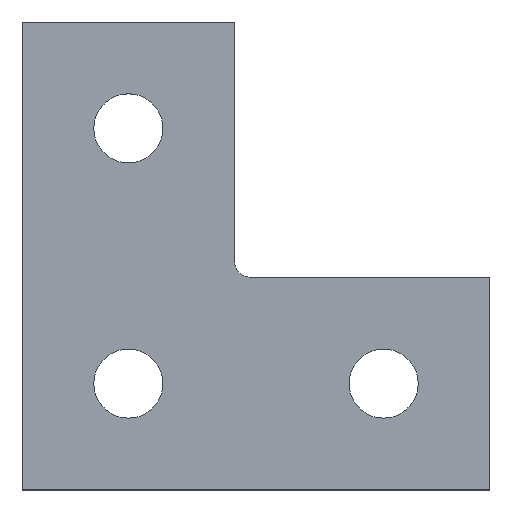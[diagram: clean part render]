
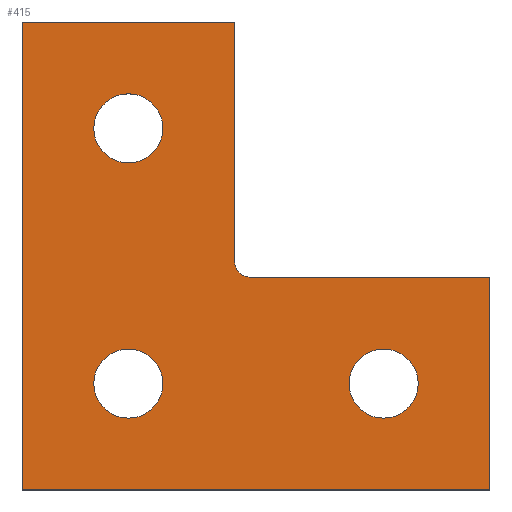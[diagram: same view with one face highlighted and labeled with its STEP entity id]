
A CAD part, top view. The second image highlights one B-rep face of the part: STEP entity #415.
In plain terms, the highlighted planar face has unit normal (0, 0, 1).
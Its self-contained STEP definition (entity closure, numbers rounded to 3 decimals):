
#2 = EDGE_CURVE ( 'NONE', #80, #76, #148, .T. ) ;
#7 = EDGE_CURVE ( 'NONE', #84, #85, #157, .T. ) ;
#9 = EDGE_CURVE ( 'NONE', #83, #84, #155, .T. ) ;
#23 = EDGE_CURVE ( 'NONE', #76, #78, #169, .T. ) ;
#29 = EDGE_CURVE ( 'NONE', #386, #386, #171, .T. ) ;
#30 = EDGE_CURVE ( 'NONE', #387, #387, #177, .T. ) ;
#31 = EDGE_CURVE ( 'NONE', #388, #388, #348, .T. ) ;
#32 = EDGE_CURVE ( 'NONE', #85, #80, #350, .T. ) ;
#37 = AXIS2_PLACEMENT_3D ( 'NONE', #225, #226, #227 ) ;
#38 = AXIS2_PLACEMENT_3D ( 'NONE', #229, #230, #231 ) ;
#39 = AXIS2_PLACEMENT_3D ( 'NONE', #233, #234, #235 ) ;
#40 = AXIS2_PLACEMENT_3D ( 'NONE', #237, #238, #239 ) ;
#49 = AXIS2_PLACEMENT_3D ( 'NONE', #288, #283, #290 ) ;
#76 = VERTEX_POINT ( 'NONE', #232 ) ;
#78 = VERTEX_POINT ( 'NONE', #224 ) ;
#80 = VERTEX_POINT ( 'NONE', #228 ) ;
#83 = VERTEX_POINT ( 'NONE', #243 ) ;
#84 = VERTEX_POINT ( 'NONE', #244 ) ;
#85 = VERTEX_POINT ( 'NONE', #245 ) ;
#86 = VERTEX_POINT ( 'NONE', #246 ) ;
#123 = ORIENTED_EDGE ( 'NONE', *, *, #29, .F. ) ;
#124 = ORIENTED_EDGE ( 'NONE', *, *, #30, .F. ) ;
#125 = ORIENTED_EDGE ( 'NONE', *, *, #31, .F. ) ;
#126 = ORIENTED_EDGE ( 'NONE', *, *, #7, .T. ) ;
#127 = ORIENTED_EDGE ( 'NONE', *, *, #32, .T. ) ;
#128 = ORIENTED_EDGE ( 'NONE', *, *, #2, .T. ) ;
#129 = ORIENTED_EDGE ( 'NONE', *, *, #23, .T. ) ;
#130 = ORIENTED_EDGE ( 'NONE', *, *, #333, .T. ) ;
#131 = ORIENTED_EDGE ( 'NONE', *, *, #332, .T. ) ;
#132 = ORIENTED_EDGE ( 'NONE', *, *, #9, .T. ) ;
#148 = LINE ( 'NONE', #184, #149 ) ;
#149 = VECTOR ( 'NONE', #183, 1000. ) ;
#155 = LINE ( 'NONE', #187, #164 ) ;
#157 = LINE ( 'NONE', #195, #160 ) ;
#160 = VECTOR ( 'NONE', #196, 1000. ) ;
#164 = VECTOR ( 'NONE', #200, 1000. ) ;
#169 = LINE ( 'NONE', #205, #174 ) ;
#171 = CIRCLE ( 'NONE', #37, 6.5 ) ;
#174 = VECTOR ( 'NONE', #208, 1000. ) ;
#177 = CIRCLE ( 'NONE', #38, 6.5 ) ;
#183 = DIRECTION ( 'NONE',  ( 0., 1., 0. ) ) ;
#184 = CARTESIAN_POINT ( 'NONE',  ( -4., 20., 0. ) ) ;
#187 = CARTESIAN_POINT ( 'NONE',  ( 44., -20., 0. ) ) ;
#195 = CARTESIAN_POINT ( 'NONE',  ( 44., 20., 0. ) ) ;
#196 = DIRECTION ( 'NONE',  ( -1., 0., 0. ) ) ;
#200 = DIRECTION ( 'NONE',  ( 0., 1., 0. ) ) ;
#205 = CARTESIAN_POINT ( 'NONE',  ( -44., 68., 0. ) ) ;
#208 = DIRECTION ( 'NONE',  ( -1., 0., 0. ) ) ;
#224 = CARTESIAN_POINT ( 'NONE',  ( -44., 68., 0. ) ) ;
#225 = CARTESIAN_POINT ( 'NONE',  ( 24., 0., 0. ) ) ;
#226 = DIRECTION ( 'NONE',  ( 0., 0., 1. ) ) ;
#227 = DIRECTION ( 'NONE',  ( 1., 0., 0. ) ) ;
#228 = CARTESIAN_POINT ( 'NONE',  ( -4., 23., 0. ) ) ;
#229 = CARTESIAN_POINT ( 'NONE',  ( -24., 48., 0. ) ) ;
#230 = DIRECTION ( 'NONE',  ( 0., 0., 1. ) ) ;
#231 = DIRECTION ( 'NONE',  ( 1., 0., 0. ) ) ;
#232 = CARTESIAN_POINT ( 'NONE',  ( -4., 68., 0. ) ) ;
#233 = CARTESIAN_POINT ( 'NONE',  ( -24., 0., 0. ) ) ;
#234 = DIRECTION ( 'NONE',  ( 0., 0., 1. ) ) ;
#235 = DIRECTION ( 'NONE',  ( 1., 0., 0. ) ) ;
#237 = CARTESIAN_POINT ( 'NONE',  ( -1., 23., 0. ) ) ;
#238 = DIRECTION ( 'NONE',  ( 0., 0., -1. ) ) ;
#239 = DIRECTION ( 'NONE',  ( -1., 0., 0. ) ) ;
#243 = CARTESIAN_POINT ( 'NONE',  ( 44., -20., 0. ) ) ;
#244 = CARTESIAN_POINT ( 'NONE',  ( 44., 20., 0. ) ) ;
#245 = CARTESIAN_POINT ( 'NONE',  ( -1., 20., 0. ) ) ;
#246 = CARTESIAN_POINT ( 'NONE',  ( -44., -20., 0. ) ) ;
#249 = DIRECTION ( 'NONE',  ( 1., 0., 0. ) ) ;
#250 = CARTESIAN_POINT ( 'NONE',  ( -44., -20., 0. ) ) ;
#252 = CARTESIAN_POINT ( 'NONE',  ( -44., 20., 0. ) ) ;
#253 = DIRECTION ( 'NONE',  ( 0., -1., 0. ) ) ;
#283 = DIRECTION ( 'NONE',  ( 0., 0., -1. ) ) ;
#288 = CARTESIAN_POINT ( 'NONE',  ( -4., 68., 0. ) ) ;
#289 = PLANE ( 'NONE',  #49 ) ;
#290 = DIRECTION ( 'NONE',  ( -1., 0., 0. ) ) ;
#301 = CARTESIAN_POINT ( 'NONE',  ( 30.5, 0., 0. ) ) ;
#306 = CARTESIAN_POINT ( 'NONE',  ( -17.5, 48., 0. ) ) ;
#307 = CARTESIAN_POINT ( 'NONE',  ( -17.5, 0., 0. ) ) ;
#332 = EDGE_CURVE ( 'NONE', #86, #83, #351, .T. ) ;
#333 = EDGE_CURVE ( 'NONE', #78, #86, #352, .T. ) ;
#338 = EDGE_LOOP ( 'NONE', ( #126, #127, #128, #129, #130, #131, #132 ) ) ;
#345 = EDGE_LOOP ( 'NONE', ( #123 ) ) ;
#348 = CIRCLE ( 'NONE', #39, 6.5 ) ;
#349 = FACE_BOUND ( 'NONE', #345, .T. ) ;
#350 = CIRCLE ( 'NONE', #40, 3. ) ;
#351 = LINE ( 'NONE', #250, #357 ) ;
#352 = LINE ( 'NONE', #252, #355 ) ;
#355 = VECTOR ( 'NONE', #253, 1000. ) ;
#357 = VECTOR ( 'NONE', #249, 1000. ) ;
#368 = FACE_BOUND ( 'NONE', #421, .T. ) ;
#370 = FACE_OUTER_BOUND ( 'NONE', #338, .T. ) ;
#371 = FACE_BOUND ( 'NONE', #440, .T. ) ;
#386 = VERTEX_POINT ( 'NONE', #301 ) ;
#387 = VERTEX_POINT ( 'NONE', #306 ) ;
#388 = VERTEX_POINT ( 'NONE', #307 ) ;
#415 = ADVANCED_FACE ( 'NONE', ( #349, #371, #368, #370 ), #289, .F. ) ;
#421 = EDGE_LOOP ( 'NONE', ( #125 ) ) ;
#440 = EDGE_LOOP ( 'NONE', ( #124 ) ) ;
